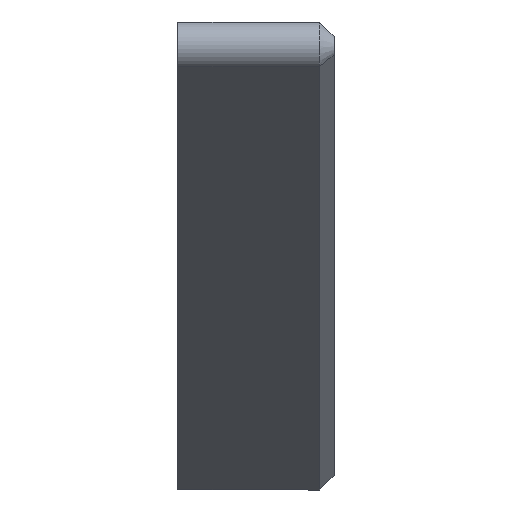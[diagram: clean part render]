
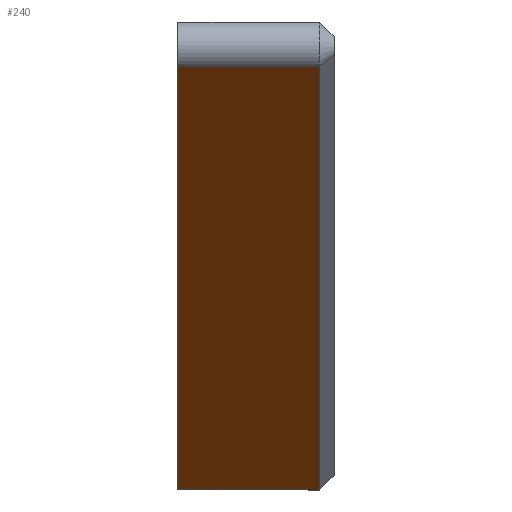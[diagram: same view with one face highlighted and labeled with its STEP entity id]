
A CAD part, left-side view. The second image highlights one B-rep face of the part: STEP entity #240.
In plain terms, the highlighted planar face has unit normal (-0.574, 0, -0.819).
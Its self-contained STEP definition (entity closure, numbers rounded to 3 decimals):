
#2 = EDGE_CURVE ( 'NONE', #475, #291, #359, .T. ) ;
#8 = VECTOR ( 'NONE', #270, 1000. ) ;
#14 = CARTESIAN_POINT ( 'NONE',  ( -16.606, -3.18, 0. ) ) ;
#22 = EDGE_CURVE ( 'NONE', #286, #291, #187, .T. ) ;
#33 = CARTESIAN_POINT ( 'NONE',  ( -16.606, 0., 0. ) ) ;
#58 = PLANE ( 'NONE',  #219 ) ;
#69 = LINE ( 'NONE', #14, #8 ) ;
#70 = ORIENTED_EDGE ( 'NONE', *, *, #22, .F. ) ;
#71 = EDGE_LOOP ( 'NONE', ( #141, #116, #171, #70 ) ) ;
#72 = CARTESIAN_POINT ( 'NONE',  ( -28.91, -3.18, 8.615 ) ) ;
#113 = VECTOR ( 'NONE', #319, 1000. ) ;
#116 = ORIENTED_EDGE ( 'NONE', *, *, #268, .T. ) ;
#130 = DIRECTION ( 'NONE',  ( -0.574, 0., -0.819 ) ) ;
#141 = ORIENTED_EDGE ( 'NONE', *, *, #281, .F. ) ;
#156 = DIRECTION ( 'NONE',  ( -0.819, 0., 0.574 ) ) ;
#167 = LINE ( 'NONE', #315, #113 ) ;
#171 = ORIENTED_EDGE ( 'NONE', *, *, #2, .T. ) ;
#187 = LINE ( 'NONE', #33, #432 ) ;
#209 = CARTESIAN_POINT ( 'NONE',  ( -28.91, -2.88, 8.615 ) ) ;
#219 = AXIS2_PLACEMENT_3D ( 'NONE', #460, #130, #156 ) ;
#240 = ADVANCED_FACE ( 'NONE', ( #242 ), #58, .T. ) ;
#242 = FACE_OUTER_BOUND ( 'NONE', #71, .T. ) ;
#268 = EDGE_CURVE ( 'NONE', #414, #475, #167, .T. ) ;
#270 = DIRECTION ( 'NONE',  ( 0., 1., 0. ) ) ;
#281 = EDGE_CURVE ( 'NONE', #414, #286, #69, .T. ) ;
#286 = VERTEX_POINT ( 'NONE', #387 ) ;
#291 = VERTEX_POINT ( 'NONE', #351 ) ;
#315 = CARTESIAN_POINT ( 'NONE',  ( -16.606, -2.88, 0. ) ) ;
#319 = DIRECTION ( 'NONE',  ( -0.819, 0., 0.574 ) ) ;
#326 = CARTESIAN_POINT ( 'NONE',  ( -16.606, -2.88, 0. ) ) ;
#333 = VECTOR ( 'NONE', #443, 1000. ) ;
#351 = CARTESIAN_POINT ( 'NONE',  ( -28.91, 0., 8.615 ) ) ;
#359 = LINE ( 'NONE', #72, #333 ) ;
#387 = CARTESIAN_POINT ( 'NONE',  ( -16.606, 0., 0. ) ) ;
#408 = DIRECTION ( 'NONE',  ( -0.819, 0., 0.574 ) ) ;
#414 = VERTEX_POINT ( 'NONE', #326 ) ;
#432 = VECTOR ( 'NONE', #408, 1000. ) ;
#443 = DIRECTION ( 'NONE',  ( 0., 1., 0. ) ) ;
#460 = CARTESIAN_POINT ( 'NONE',  ( -16.606, -3.18, 0. ) ) ;
#475 = VERTEX_POINT ( 'NONE', #209 ) ;
